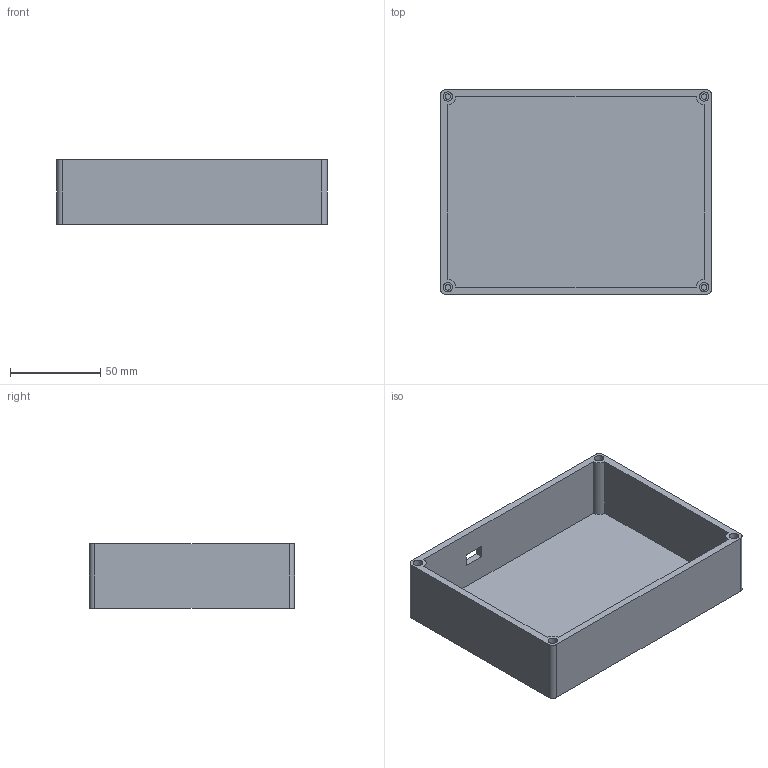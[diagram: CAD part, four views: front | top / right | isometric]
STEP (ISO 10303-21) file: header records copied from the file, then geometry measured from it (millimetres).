
FILE_DESCRIPTION(/* description */ (''),/* implementation_level */ '2;1');
FILE_NAME(/* name */ 'Case v8.step',/* time_stamp */ '2022-08-20T22:53:43+02:00',/* author */ (''),/* organization */ (''),/* preprocessor_version */ 'ST-DEVELOPER v19',/* originating_system */ 'Autodesk Translation Framework v11.7.0.108',/* authorisation */ '');
FILE_SCHEMA (('AUTOMOTIVE_DESIGN { 1 0 10303 214 3 1 1 }'));
Length unit declared in the file: millimetre
Products named in the file (1): Case
Bounding box: 150 x 113.66 x 36 mm (x, y, z)
Volume: 87964 mm3; surface area: 71879 mm2
Topology: 1 solids, 1 shells, 47 faces, 96 edges, 64 vertices
Faces by surface type: plane 27, cylinder 20
Full cylindrical faces by diameter (mm): 3 x4, 5.2 x4, 5.55 x4
Entity records: 1287 total; most frequent: DIRECTION 232, CARTESIAN_POINT 208, ORIENTED_EDGE 192, EDGE_CURVE 96, AXIS2_PLACEMENT_3D 88, VERTEX_POINT 64, EDGE_LOOP 62, LINE 56
